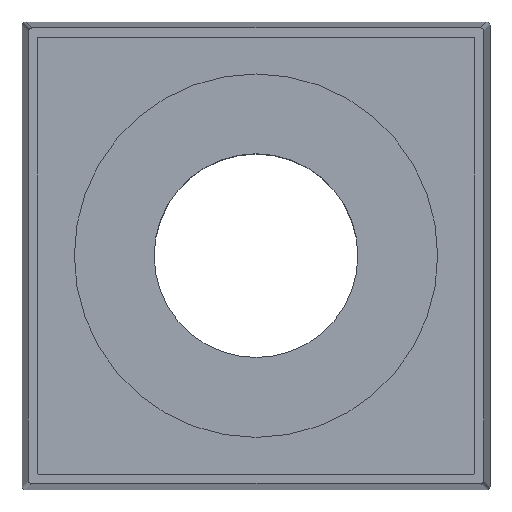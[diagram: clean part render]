
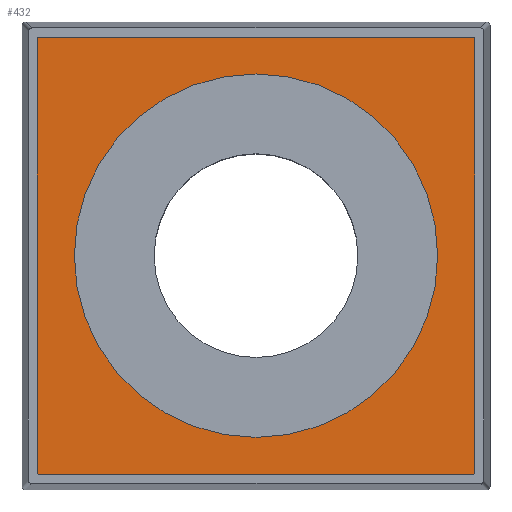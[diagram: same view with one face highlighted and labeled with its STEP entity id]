
A CAD part, top view. The second image highlights one B-rep face of the part: STEP entity #432.
In plain terms, the highlighted planar face has unit normal (0, 0, 1).
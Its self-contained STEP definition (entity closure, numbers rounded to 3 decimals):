
#206=AXIS2_PLACEMENT_3D('Circle Axis2P3D',#204,#205,$) ;
#223=AXIS2_PLACEMENT_3D('Circle Axis2P3D',#221,#222,$) ;
#360=AXIS2_PLACEMENT_3D('Plane Axis2P3D',#357,#358,#359) ;
#373=AXIS2_PLACEMENT_3D('Circle Axis2P3D',#371,#372,$) ;
#387=AXIS2_PLACEMENT_3D('Circle Axis2P3D',#385,#386,$) ;
#401=AXIS2_PLACEMENT_3D('Circle Axis2P3D',#399,#400,$) ;
#415=AXIS2_PLACEMENT_3D('Circle Axis2P3D',#413,#414,$) ;
#194=CARTESIAN_POINT('Vertex',(21.25,37.75,17.5)) ;
#201=CARTESIAN_POINT('Vertex',(21.25,4.75,17.5)) ;
#204=CARTESIAN_POINT('Axis2P3D Location',(21.25,21.25,17.5)) ;
#221=CARTESIAN_POINT('Axis2P3D Location',(21.25,21.25,17.5)) ;
#357=CARTESIAN_POINT('Axis2P3D Location',(21.25,21.25,17.5)) ;
#362=CARTESIAN_POINT('Line Origine',(21.25,1.399,17.5)) ;
#366=CARTESIAN_POINT('Vertex',(1.549,1.399,17.5)) ;
#368=CARTESIAN_POINT('Vertex',(40.951,1.399,17.5)) ;
#371=CARTESIAN_POINT('Axis2P3D Location',(40.951,1.549,17.5)) ;
#375=CARTESIAN_POINT('Vertex',(41.101,1.549,17.5)) ;
#378=CARTESIAN_POINT('Line Origine',(41.101,21.25,17.5)) ;
#382=CARTESIAN_POINT('Vertex',(41.101,40.951,17.5)) ;
#385=CARTESIAN_POINT('Axis2P3D Location',(40.951,40.951,17.5)) ;
#389=CARTESIAN_POINT('Vertex',(40.951,41.101,17.5)) ;
#392=CARTESIAN_POINT('Line Origine',(21.25,41.101,17.5)) ;
#396=CARTESIAN_POINT('Vertex',(1.549,41.101,17.5)) ;
#399=CARTESIAN_POINT('Axis2P3D Location',(1.549,40.951,17.5)) ;
#403=CARTESIAN_POINT('Vertex',(1.399,40.951,17.5)) ;
#406=CARTESIAN_POINT('Line Origine',(1.399,21.25,17.5)) ;
#410=CARTESIAN_POINT('Vertex',(1.399,1.549,17.5)) ;
#413=CARTESIAN_POINT('Axis2P3D Location',(1.549,1.549,17.5)) ;
#205=DIRECTION('Axis2P3D Direction',(0.,-0.,1.)) ;
#222=DIRECTION('Axis2P3D Direction',(0.,-0.,1.)) ;
#358=DIRECTION('Axis2P3D Direction',(0.,0.,1.)) ;
#359=DIRECTION('Axis2P3D XDirection',(1.,0.,0.)) ;
#363=DIRECTION('Vector Direction',(1.,0.,0.)) ;
#372=DIRECTION('Axis2P3D Direction',(0.,0.,1.)) ;
#379=DIRECTION('Vector Direction',(0.,1.,0.)) ;
#386=DIRECTION('Axis2P3D Direction',(0.,0.,1.)) ;
#393=DIRECTION('Vector Direction',(-1.,0.,0.)) ;
#400=DIRECTION('Axis2P3D Direction',(0.,0.,1.)) ;
#407=DIRECTION('Vector Direction',(0.,-1.,0.)) ;
#414=DIRECTION('Axis2P3D Direction',(0.,0.,1.)) ;
#364=VECTOR('Line Direction',#363,1.) ;
#380=VECTOR('Line Direction',#379,1.) ;
#394=VECTOR('Line Direction',#393,1.) ;
#408=VECTOR('Line Direction',#407,1.) ;
#419=ORIENTED_EDGE('',*,*,#370,.T.) ;
#420=ORIENTED_EDGE('',*,*,#377,.T.) ;
#421=ORIENTED_EDGE('',*,*,#384,.T.) ;
#422=ORIENTED_EDGE('',*,*,#391,.T.) ;
#423=ORIENTED_EDGE('',*,*,#398,.T.) ;
#424=ORIENTED_EDGE('',*,*,#405,.T.) ;
#425=ORIENTED_EDGE('',*,*,#412,.T.) ;
#426=ORIENTED_EDGE('',*,*,#417,.T.) ;
#429=ORIENTED_EDGE('',*,*,#208,.F.) ;
#430=ORIENTED_EDGE('',*,*,#225,.F.) ;
#431=FACE_BOUND('',#428,.T.) ;
#432=ADVANCED_FACE('MANIFOLD_SOLID_BREP #20178',(#427,#431),#361,.T.) ;
#207=CIRCLE('generated circle',#206,16.5) ;
#224=CIRCLE('generated circle',#223,16.5) ;
#374=CIRCLE('generated circle',#373,0.15) ;
#388=CIRCLE('generated circle',#387,0.15) ;
#402=CIRCLE('generated circle',#401,0.15) ;
#416=CIRCLE('generated circle',#415,0.15) ;
#208=EDGE_CURVE('',#202,#195,#207,.T.) ;
#225=EDGE_CURVE('',#195,#202,#224,.T.) ;
#370=EDGE_CURVE('',#367,#369,#365,.T.) ;
#377=EDGE_CURVE('',#369,#376,#374,.T.) ;
#384=EDGE_CURVE('',#376,#383,#381,.T.) ;
#391=EDGE_CURVE('',#383,#390,#388,.T.) ;
#398=EDGE_CURVE('',#390,#397,#395,.T.) ;
#405=EDGE_CURVE('',#397,#404,#402,.T.) ;
#412=EDGE_CURVE('',#404,#411,#409,.T.) ;
#417=EDGE_CURVE('',#411,#367,#416,.T.) ;
#418=EDGE_LOOP('',(#419,#420,#421,#422,#423,#424,#425,#426)) ;
#428=EDGE_LOOP('',(#429,#430)) ;
#427=FACE_OUTER_BOUND('',#418,.T.) ;
#365=LINE('Line',#362,#364) ;
#381=LINE('Line',#378,#380) ;
#395=LINE('Line',#392,#394) ;
#409=LINE('Line',#406,#408) ;
#361=PLANE('',#360) ;
#195=VERTEX_POINT('',#194) ;
#202=VERTEX_POINT('',#201) ;
#367=VERTEX_POINT('',#366) ;
#369=VERTEX_POINT('',#368) ;
#376=VERTEX_POINT('',#375) ;
#383=VERTEX_POINT('',#382) ;
#390=VERTEX_POINT('',#389) ;
#397=VERTEX_POINT('',#396) ;
#404=VERTEX_POINT('',#403) ;
#411=VERTEX_POINT('',#410) ;
